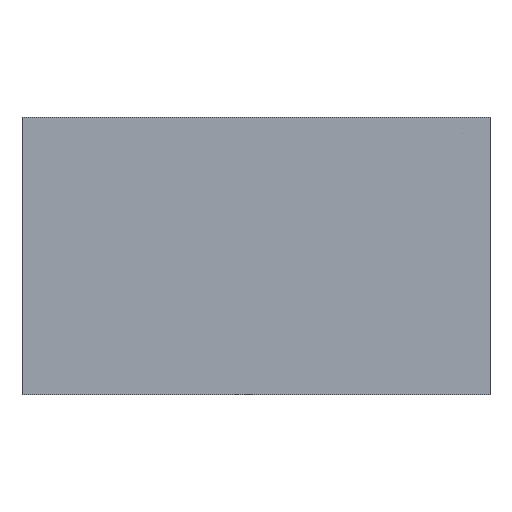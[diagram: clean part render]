
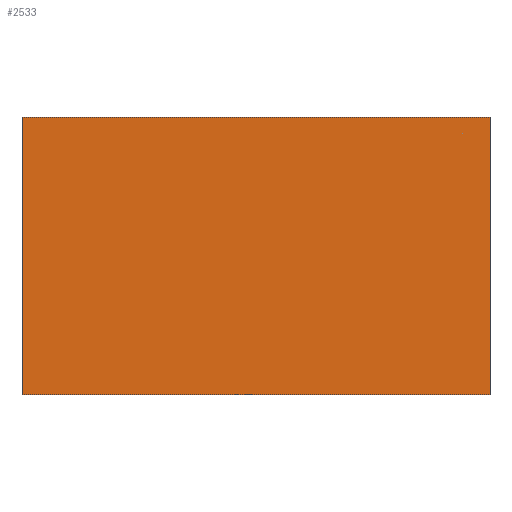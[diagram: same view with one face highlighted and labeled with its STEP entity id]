
A CAD part, front view. The second image highlights one B-rep face of the part: STEP entity #2533.
In plain terms, the highlighted planar face has unit normal (0, -1, 0).
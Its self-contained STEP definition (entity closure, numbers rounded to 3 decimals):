
#301=DIRECTION('',(1.,0.,0.));
#302=VECTOR('',#301,11.8);
#303=CARTESIAN_POINT('',(-5.9,-9.5,0.));
#304=LINE('',#303,#302);
#591=DIRECTION('',(0.,0.,-1.));
#592=VECTOR('',#591,7.);
#593=CARTESIAN_POINT('',(-5.9,-9.5,7.));
#594=LINE('',#593,#592);
#780=DIRECTION('',(1.,0.,0.));
#781=VECTOR('',#780,11.8);
#782=CARTESIAN_POINT('',(-5.9,-9.5,7.));
#783=LINE('',#782,#781);
#787=DIRECTION('',(0.,0.,-1.));
#788=VECTOR('',#787,7.);
#789=CARTESIAN_POINT('',(5.9,-9.5,7.));
#790=LINE('',#789,#788);
#1762=CARTESIAN_POINT('',(-5.9,-9.5,0.));
#1763=VERTEX_POINT('',#1762);
#1764=CARTESIAN_POINT('',(5.9,-9.5,0.));
#1765=VERTEX_POINT('',#1764);
#1864=CARTESIAN_POINT('',(-5.9,-9.5,7.));
#1865=VERTEX_POINT('',#1864);
#1874=CARTESIAN_POINT('',(5.9,-9.5,7.));
#1875=VERTEX_POINT('',#1874);
#2522=CARTESIAN_POINT('',(5.9,-9.5,1.3));
#2523=DIRECTION('',(0.,1.,0.));
#2524=DIRECTION('',(0.,0.,1.));
#2525=AXIS2_PLACEMENT_3D('',#2522,#2523,#2524);
#2526=PLANE('',#2525);
#2527=ORIENTED_EDGE('',*,*,#2163,.F.);
#2528=ORIENTED_EDGE('',*,*,#2292,.F.);
#2529=ORIENTED_EDGE('',*,*,#2336,.T.);
#2530=ORIENTED_EDGE('',*,*,#2506,.T.);
#2531=EDGE_LOOP('',(#2527,#2528,#2529,#2530));
#2532=FACE_OUTER_BOUND('',#2531,.F.);
#2163=EDGE_CURVE('',#1763,#1765,#304,.T.);
#2292=EDGE_CURVE('',#1865,#1763,#594,.T.);
#2336=EDGE_CURVE('',#1865,#1875,#783,.T.);
#2506=EDGE_CURVE('',#1875,#1765,#790,.T.);
#2533=ADVANCED_FACE('',(#2532),#2526,.F.);
